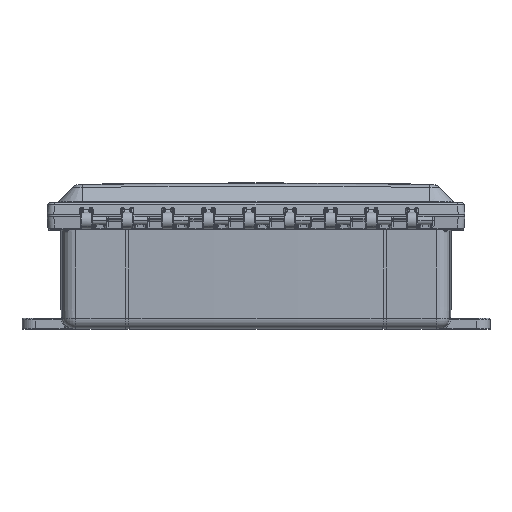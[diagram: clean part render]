
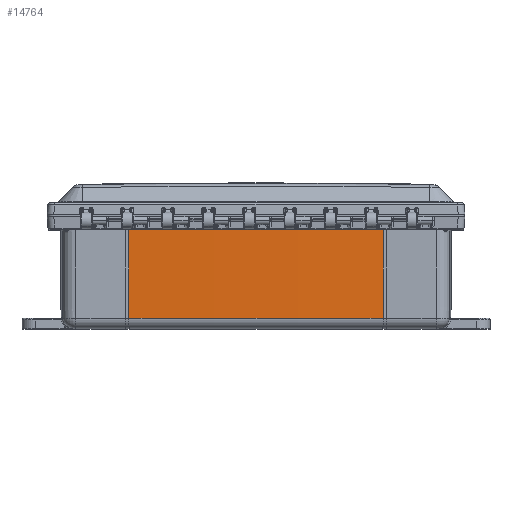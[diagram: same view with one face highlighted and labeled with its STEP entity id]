
A CAD part, top view. The second image highlights one B-rep face of the part: STEP entity #14764.
In plain terms, the highlighted conical face has half-angle 0.25 degrees and reference radius 4585.27 mm.
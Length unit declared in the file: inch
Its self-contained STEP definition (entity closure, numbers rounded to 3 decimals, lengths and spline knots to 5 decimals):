
#1341 = CARTESIAN_POINT ( 'NONE',  ( 4.68514, -3.7517, 6.12532 ) ) ;
#12225 = VERTEX_POINT ( 'NONE', #73238 ) ;
#12352 = CARTESIAN_POINT ( 'NONE',  ( 4.68555, -0.20472, 6.14079 ) ) ;
#14764 = ADVANCED_FACE ( 'NONE', ( #161835 ), #174779, .T. ) ;
#32996 = VERTEX_POINT ( 'NONE', #1341 ) ;
#35989 = CARTESIAN_POINT ( 'NONE',  ( 0., -1.97821, -174.32875 ) ) ;
#51555 = DIRECTION ( 'NONE',  ( 0.026, 0., 1. ) ) ;
#59625 = CARTESIAN_POINT ( 'NONE',  ( 4.68555, -0.20472, 6.14079 ) ) ;
#66840 = EDGE_CURVE ( 'NONE', #32996, #103074, #111901, .T. ) ;
#73238 = CARTESIAN_POINT ( 'NONE',  ( -4.68555, -0.20472, 6.14079 ) ) ;
#80640 = AXIS2_PLACEMENT_3D ( 'NONE', #160969, #162108, #141565 ) ;
#82220 = DIRECTION ( 'NONE',  ( 0., -1., -0.004 ) ) ;
#83827 = EDGE_CURVE ( 'NONE', #128450, #12225, #106169, .T. ) ;
#86006 = VECTOR ( 'NONE', #82220, 39.37008 ) ;
#87665 = EDGE_CURVE ( 'NONE', #12225, #103074, #112173, .T. ) ;
#91718 = ORIENTED_EDGE ( 'NONE', *, *, #66840, .F. ) ;
#98352 = CARTESIAN_POINT ( 'NONE',  ( -4.68555, -0.20472, 6.14079 ) ) ;
#103074 = VERTEX_POINT ( 'NONE', #154284 ) ;
#105841 = DIRECTION ( 'NONE',  ( 0., 1., 0. ) ) ;
#106169 = CIRCLE ( 'NONE', #80640, 180.53036 ) ;
#110573 = VECTOR ( 'NONE', #115569, 39.37008 ) ;
#111901 = CIRCLE ( 'NONE', #163013, 180.51488 ) ;
#112173 = LINE ( 'NONE', #98352, #110573 ) ;
#113984 = ORIENTED_EDGE ( 'NONE', *, *, #83827, .T. ) ;
#115569 = DIRECTION ( 'NONE',  ( 0., -1., -0.004 ) ) ;
#128450 = VERTEX_POINT ( 'NONE', #59625 ) ;
#130388 = ORIENTED_EDGE ( 'NONE', *, *, #185157, .F. ) ;
#141565 = DIRECTION ( 'NONE',  ( 0.026, 0., 1. ) ) ;
#153478 = DIRECTION ( 'NONE',  ( 0., -1., 0. ) ) ;
#153554 = ORIENTED_EDGE ( 'NONE', *, *, #87665, .T. ) ;
#154284 = CARTESIAN_POINT ( 'NONE',  ( -4.68514, -3.7517, 6.12532 ) ) ;
#160969 = CARTESIAN_POINT ( 'NONE',  ( 0., -0.20472, -174.32875 ) ) ;
#161835 = FACE_OUTER_BOUND ( 'NONE', #191031, .T. ) ;
#162108 = DIRECTION ( 'NONE',  ( 0., -1., 0. ) ) ;
#163013 = AXIS2_PLACEMENT_3D ( 'NONE', #208356, #153478, #51555 ) ;
#167433 = AXIS2_PLACEMENT_3D ( 'NONE', #35989, #105841, #175615 ) ;
#169195 = LINE ( 'NONE', #12352, #86006 ) ;
#174779 = CONICAL_SURFACE ( 'NONE', #167433, 180.52262, 0.004 ) ;
#175615 = DIRECTION ( 'NONE',  ( 1., 0., 0. ) ) ;
#185157 = EDGE_CURVE ( 'NONE', #128450, #32996, #169195, .T. ) ;
#191031 = EDGE_LOOP ( 'NONE', ( #91718, #130388, #113984, #153554 ) ) ;
#208356 = CARTESIAN_POINT ( 'NONE',  ( 0., -3.7517, -174.32875 ) ) ;
